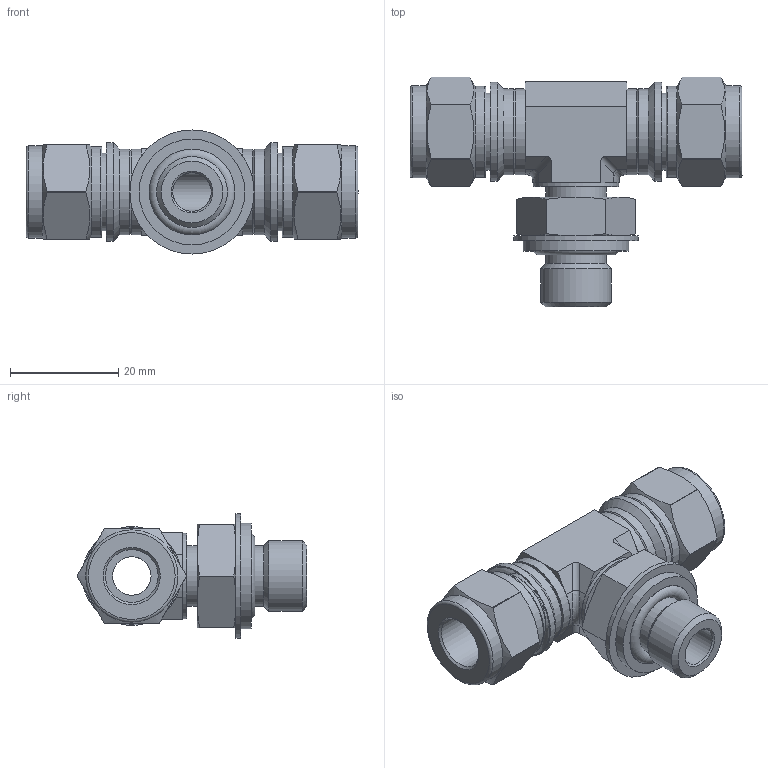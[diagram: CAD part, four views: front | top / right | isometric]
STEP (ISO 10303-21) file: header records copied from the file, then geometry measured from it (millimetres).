
FILE_DESCRIPTION(/* description */ (''),/* implementation_level */ '2;1');
FILE_NAME(/* name */ 'SPMBTI-6-4G.stp',/* time_stamp */ '2022-05-25T09:08:19+09:00',/* author */ ('user'),/* organization */ (''),/* preprocessor_version */ 'ST-DEVELOPER v18.1',/* originating_system */ 'Autodesk Inventor 2022',/* authorisation */ '');
FILE_SCHEMA (('AUTOMOTIVE_DESIGN { 1 0 10303 214 3 1 1 }'));
Length unit declared in the file: millimetre
Products named in the file (1): SPMBT-6-4G
Bounding box: 61.23 x 42.38 x 22.9 mm (x, y, z)
Volume: 14309.3 mm3; surface area: 9329.4 mm2
Topology: 1 solids, 1 shells, 136 faces, 319 edges, 202 vertices
Faces by surface type: plane 51, cylinder 47, cone 31, torus 5, bspline 2
Full cylindrical faces by diameter (mm): 7.11 x1, 7.112 x1, 9.73 x2, 11.1 x2, 12.5 x2, 13.05 x2, 13.057 x1, 14.28 x2, 15.8 x6, 16.8 x2, 17 x2, 18.25 x2, 19.5 x1, 22.9 x1
Entity records: 4031 total; most frequent: CARTESIAN_POINT 895, DIRECTION 672, ORIENTED_EDGE 638, EDGE_CURVE 319, AXIS2_PLACEMENT_3D 269, VERTEX_POINT 202, EDGE_LOOP 157, FACE_OUTER_BOUND 136
